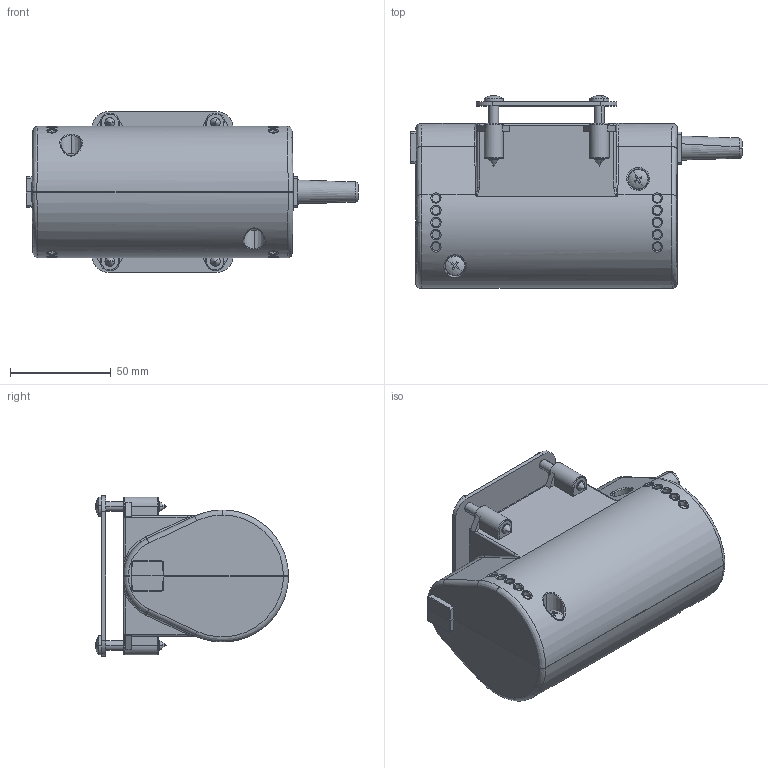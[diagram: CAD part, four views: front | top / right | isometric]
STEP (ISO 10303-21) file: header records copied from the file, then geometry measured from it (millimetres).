
FILE_DESCRIPTION (( 'STEP AP203' ), '1' );
FILE_NAME ('MM65.STEP', '2013-07-01T05:45:09', ( 'admin' ), ( 'Hewlett-Packard Company' ), 'SwSTEP 2.0', 'SolidWorks 2012', '' );
FILE_SCHEMA (( 'CONFIG_CONTROL_DESIGN' ));
Length unit declared in the file: millimetre
Products named in the file (1): MM65
Bounding box: 165.05 x 95.83 x 80 mm (x, y, z)
Volume: 585709.7 mm3; surface area: 58052.2 mm2
Topology: 1 solids, 1 shells, 506 faces, 1307 edges, 822 vertices
Faces by surface type: plane 198, cylinder 126, bspline 96, cone 56, sphere 20, torus 10
Entity records: 24080 total; most frequent: CARTESIAN_POINT 12654, ORIENTED_EDGE 2582, DIRECTION 2125, EDGE_CURVE 1291, VERTEX_POINT 822, AXIS2_PLACEMENT_3D 771, VECTOR 583, LINE 583
